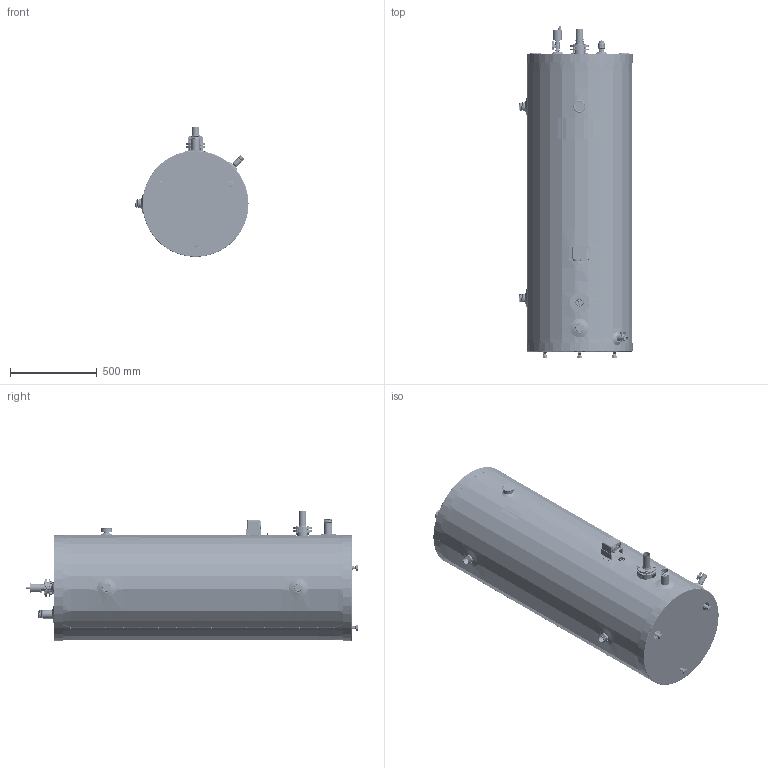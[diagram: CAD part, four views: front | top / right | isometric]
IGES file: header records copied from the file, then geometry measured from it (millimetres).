
Start section: SolidWorks IGES file using analytic representation for surfaces
Global section: file name: TURBOMAX 80-5.IGS; native system: SolidWorks 2023; preprocessor: SolidWorks 2023; author: Luc; date: 230214.114201; units: inch
Bounding box: 651.92 x 1913.84 x 748.3 mm (x, y, z)
Volume: 4515310.9 mm3; surface area: 9373251.6 mm2
Topology: 115 solids, 115 shells, 4847 faces, 11608 edges, 7090 vertices
Faces by surface type: revolution 3735, plane 807, bspline 305
